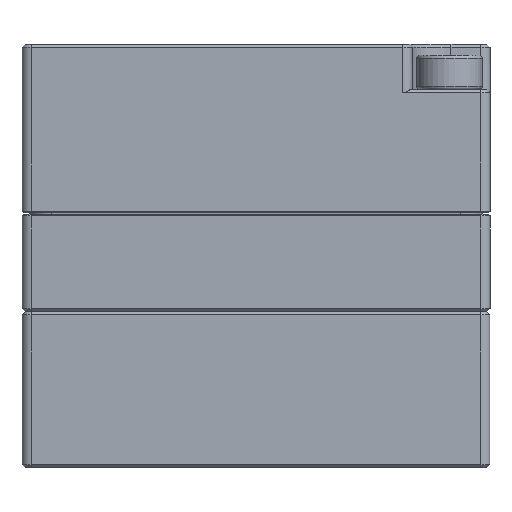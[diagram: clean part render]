
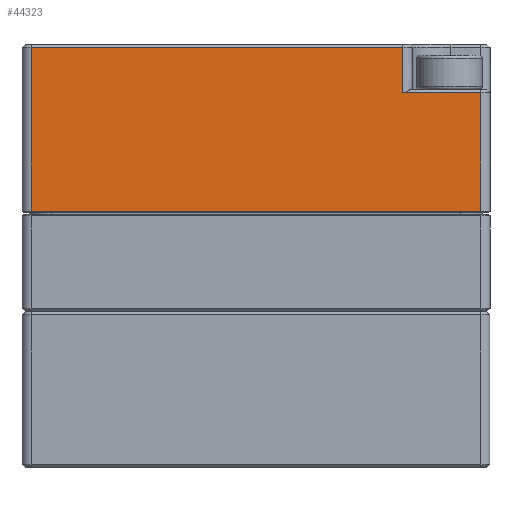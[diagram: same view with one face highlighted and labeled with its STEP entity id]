
A CAD part, front view. The second image highlights one B-rep face of the part: STEP entity #44323.
In plain terms, the highlighted planar face has unit normal (0, -1, 0).
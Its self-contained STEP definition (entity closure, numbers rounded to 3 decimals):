
#11158=LINE('',#182413,#21134);
#11159=LINE('',#182416,#21135);
#11160=LINE('',#182418,#21136);
#11161=LINE('',#182420,#21137);
#11162=LINE('',#182422,#21138);
#11163=LINE('',#182424,#21139);
#21134=VECTOR('',#150626,1.);
#21135=VECTOR('',#150627,1.);
#21136=VECTOR('',#150628,1.);
#21137=VECTOR('',#150629,1.);
#21138=VECTOR('',#150630,1.);
#21139=VECTOR('',#150631,1.);
#44323=ADVANCED_FACE('',(#53914),#48970,.T.);
#48970=PLANE('',#128870);
#53914=FACE_OUTER_BOUND('',#60423,.T.);
#60423=EDGE_LOOP('',(#79125,#79126,#79127,#79128,#79129,#79130));
#79125=ORIENTED_EDGE('',*,*,#110993,.T.);
#79126=ORIENTED_EDGE('',*,*,#110994,.T.);
#79127=ORIENTED_EDGE('',*,*,#110995,.T.);
#79128=ORIENTED_EDGE('',*,*,#110996,.T.);
#79129=ORIENTED_EDGE('',*,*,#110997,.T.);
#79130=ORIENTED_EDGE('',*,*,#110998,.T.);
#98680=VERTEX_POINT('',#182414);
#98681=VERTEX_POINT('',#182415);
#98682=VERTEX_POINT('',#182417);
#98683=VERTEX_POINT('',#182419);
#98684=VERTEX_POINT('',#182421);
#98685=VERTEX_POINT('',#182423);
#110993=EDGE_CURVE('',#98680,#98681,#11158,.T.);
#110994=EDGE_CURVE('',#98681,#98682,#11159,.T.);
#110995=EDGE_CURVE('',#98682,#98683,#11160,.T.);
#110996=EDGE_CURVE('',#98683,#98684,#11161,.T.);
#110997=EDGE_CURVE('',#98684,#98685,#11162,.T.);
#110998=EDGE_CURVE('',#98685,#98680,#11163,.T.);
#128870=AXIS2_PLACEMENT_3D('',#182425,#150632,#150633);
#150626=DIRECTION('',(0.,0.,-1.));
#150627=DIRECTION('',(1.,0.,0.));
#150628=DIRECTION('',(0.,0.,1.));
#150629=DIRECTION('',(-1.,0.,0.));
#150630=DIRECTION('',(0.,0.,1.));
#150631=DIRECTION('',(-1.,0.,0.));
#150632=DIRECTION('',(0.,-1.,0.));
#150633=DIRECTION('',(0.,0.,-1.));
#182413=CARTESIAN_POINT('',(-7.2,-7.5,0.));
#182414=CARTESIAN_POINT('',(-7.2,-7.5,5.6));
#182415=CARTESIAN_POINT('',(-7.2,-7.5,0.35));
#182416=CARTESIAN_POINT('',(-7.5,-7.5,0.35));
#182417=CARTESIAN_POINT('',(7.2,-7.5,0.35));
#182418=CARTESIAN_POINT('',(7.2,-7.5,0.));
#182419=CARTESIAN_POINT('',(7.2,-7.5,4.15));
#182420=CARTESIAN_POINT('',(4.7,-7.5,4.15));
#182421=CARTESIAN_POINT('',(4.7,-7.5,4.15));
#182422=CARTESIAN_POINT('',(4.7,-7.5,0.));
#182423=CARTESIAN_POINT('',(4.7,-7.5,5.6));
#182424=CARTESIAN_POINT('',(-7.5,-7.5,5.6));
#182425=CARTESIAN_POINT('',(-7.5,-7.5,0.));
